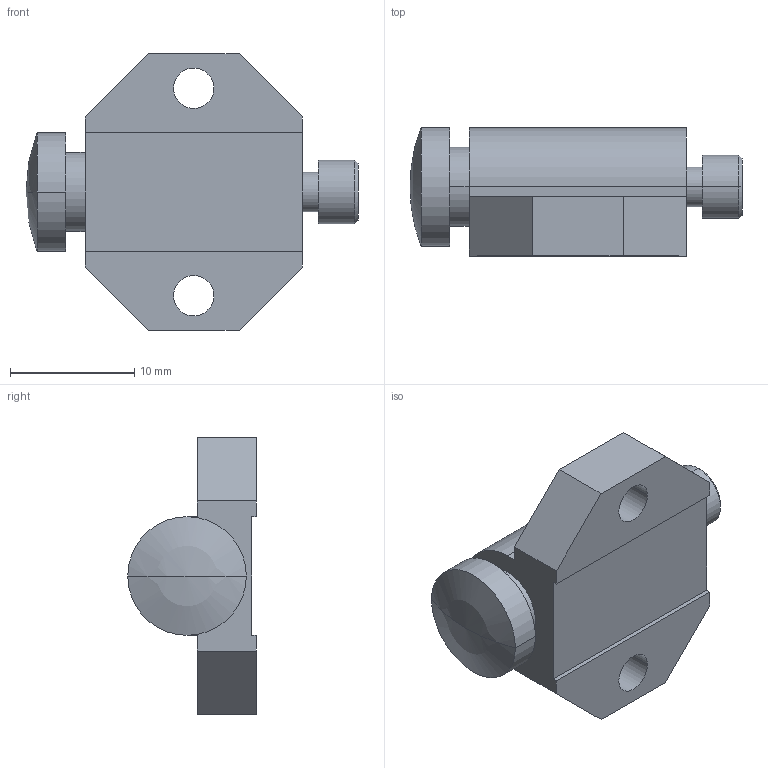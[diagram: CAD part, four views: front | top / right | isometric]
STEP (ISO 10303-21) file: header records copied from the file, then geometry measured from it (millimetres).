
FILE_DESCRIPTION((''),'2;1');
FILE_NAME('ILC66001000','2005-06-28T',('KR'),(''),'PRO/ENGINEER BY PARAMETRIC TECHNOLOGY CORPORATION, 2004290','PRO/ENGINEER BY PARAMETRIC TECHNOLOGY CORPORATION, 2004290','');
FILE_SCHEMA(('AUTOMOTIVE_DESIGN_CC2 { 1 2 10303 214 -1 1 5 2 }'));
Length unit declared in the file: inch
Products named in the file (1): ILC66001000
Bounding box: 26.67 x 10.33 x 22.23 mm (x, y, z)
Volume: 2519.2 mm3; surface area: 1552.2 mm2
Topology: 1 solids, 1 shells, 44 faces, 110 edges, 71 vertices
Faces by surface type: plane 27, cylinder 13, cone 2, sphere 2
Entity records: 1760 total; most frequent: DIRECTION 226, CARTESIAN_POINT 223, ORIENTED_EDGE 216, PRESENTATION_STYLE_ASSIGNMENT 109, STYLED_ITEM 109, CURVE_STYLE 108, EDGE_CURVE 108, COLOUR_RGB 105
